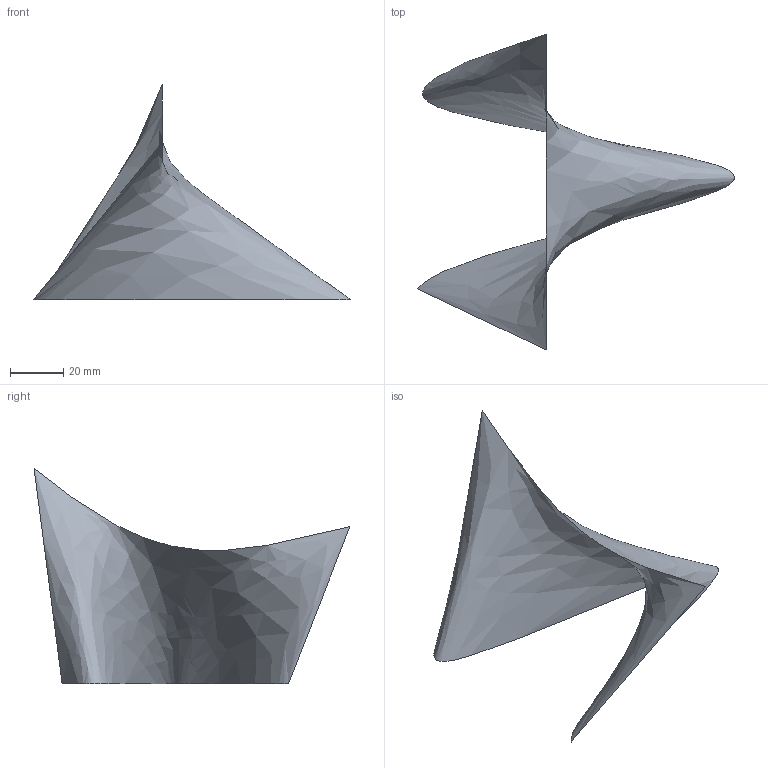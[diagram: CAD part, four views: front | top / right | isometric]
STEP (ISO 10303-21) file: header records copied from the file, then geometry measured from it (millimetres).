
FILE_DESCRIPTION(/* description */ ('STEP AP242','CAx-IF Rec.Pracs.---Representation and Presentation of Product Manufacturing Information (PMI)---4.0---2014-10-13','CAx-IF Rec.Pracs.---3D Tessellated Geometry---0.4---2014-09-14','2;1'),/* implementation_level */ '2;1');
FILE_NAME(/* name */ '62922c103be6c050f03ac4a2',/* time_stamp */ '2022-05-28T14:05:05+00:00',/* author */ (''),/* organization */ (''),/* preprocessor_version */ 'ST-DEVELOPER v18.102',/* originating_system */ ' ',/* authorisation */ ' ');
FILE_SCHEMA (('AP242_MANAGED_MODEL_BASED_3D_ENGINEERING_MIM_LF { 1 0 10303 442 1 1 4 }'));
Length unit declared in the file: metre
Products named in the file (3): Surface 1; Curve 2; Curve 1
Bounding box: 119.41 x 119.03 x 81.04 mm (x, y, z)
Surface area: 11303.3 mm2 (no closed solid volume)
Topology: 0 solids, 1 shells, 1 faces, 6 edges, 8 vertices
Faces by surface type: bspline 1
Entity records: 206 total; most frequent: CARTESIAN_POINT 90, DIRECTION 8, STYLED_ITEM 5, PRESENTATION_STYLE_ASSIGNMENT 5, CURVE_STYLE 4, DRAUGHTING_PRE_DEFINED_CURVE_FONT 4, ORIENTED_EDGE 4, EDGE_CURVE 4
